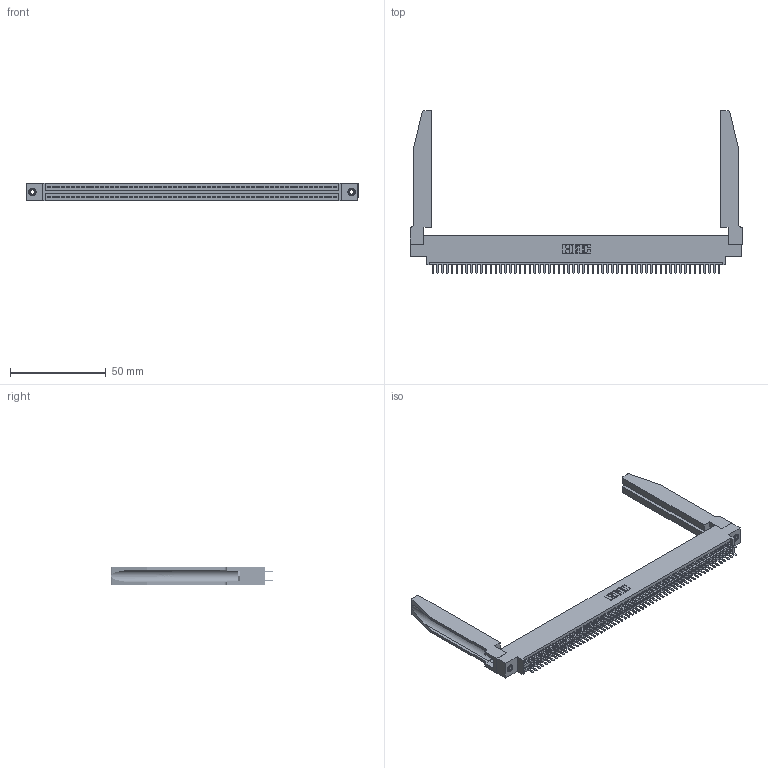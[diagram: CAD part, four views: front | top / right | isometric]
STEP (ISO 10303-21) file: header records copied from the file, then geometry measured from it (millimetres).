
FILE_DESCRIPTION (( 'STEP AP203' ), '1' );
FILE_NAME ('395-120-520-878.STEP', '2019-10-28T03:43:58', ( '' ), ( '' ), 'SwSTEP 2.0', 'SolidWorks 2016', '' );
FILE_SCHEMA (( 'CONFIG_CONTROL_DESIGN' ));
Length unit declared in the file: inch
Products named in the file (5): 345 Part_0.170 Offset - 0.156 Dia-TH; 345-292-001_345-293-120; 345-250-001_345-250-001-102; 345-220-078_345-220-078; 395-120-520-878
Assembly tree (125 placements, depth 2):
  395-120-520-878
    345 Part_0.170 Offset - 0.156 Dia-TH
    345-292-001_345-293-120  x120
    345-250-001_345-250-001-102  x2
    345-220-078_345-220-078  x2
Bounding box: 173.63 x 84.96 x 9.4 mm (x, y, z)
Volume: 24638.4 mm3; surface area: 32152 mm2
Topology: 125 solids, 125 shells, 6844 faces, 19801 edges, 12870 vertices
Faces by surface type: plane 4426, cylinder 2366, bspline 36, cone 12, torus 4
Entity records: 49640 total; most frequent: CARTESIAN_POINT 9235, ORIENTED_EDGE 8054, DIRECTION 7101, EDGE_CURVE 4027, LINE 3557, VECTOR 3557, VERTEX_POINT 2676, AXIS2_PLACEMENT_3D 1772
